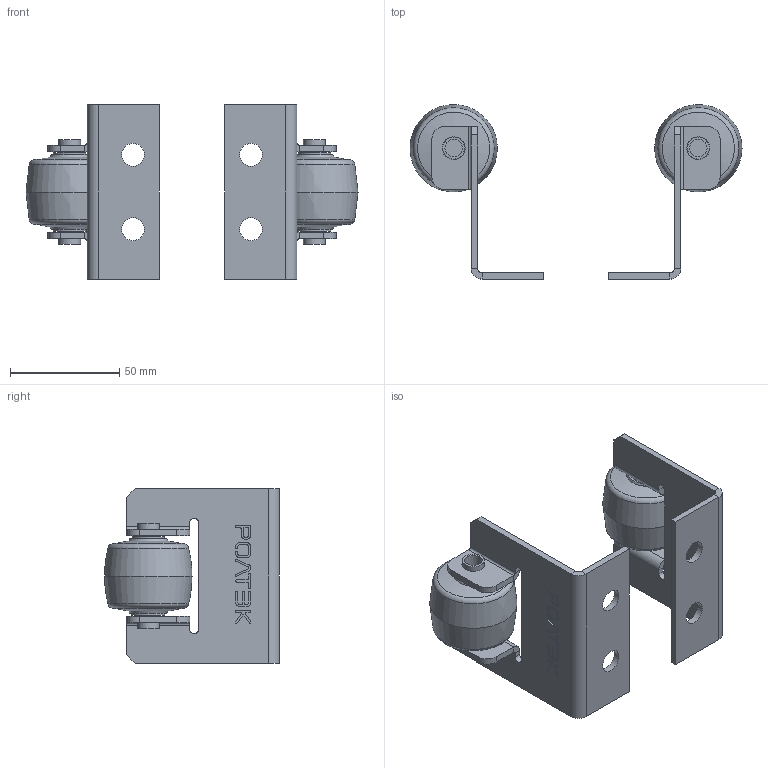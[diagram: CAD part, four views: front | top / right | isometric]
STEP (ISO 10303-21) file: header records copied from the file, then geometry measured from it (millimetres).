
FILE_DESCRIPTION(('STEP AP203'), '1');
FILE_NAME('兴038.01.01.000 毋疣龛麒蝈朦(瘟)', '2015-09-29T09:12:41', ('扬铕邂'), ('形艘菔'), 'ASCON STEP Converter 1.3', 'ASCON Math Kernel', '');
FILE_SCHEMA(('CONFIG_CONTROL_DESIGN'));
Length unit declared in the file: millimetre
Products named in the file (1): 倓038.01.01.0004
Bounding box: 152 x 80 x 80 mm (x, y, z)
Volume: 80.9 mm3; surface area: 57810.3 mm2
Topology: 2 solids, 4 shells, 394 faces, 1052 edges, 676 vertices
Faces by surface type: plane 204, cylinder 158, cone 24, torus 4, bspline 4
Full cylindrical faces by diameter (mm): 8 x2, 10 x2, 10.5 x4, 16 x2, 18 x4
Entity records: 12286 total; most frequent: CARTESIAN_POINT 2211, DIRECTION 2166, ORIENTED_EDGE 2012, EDGE_CURVE 1008, AXIS2_PLACEMENT_3D 771, VERTEX_POINT 676, LINE 624, VECTOR 624
